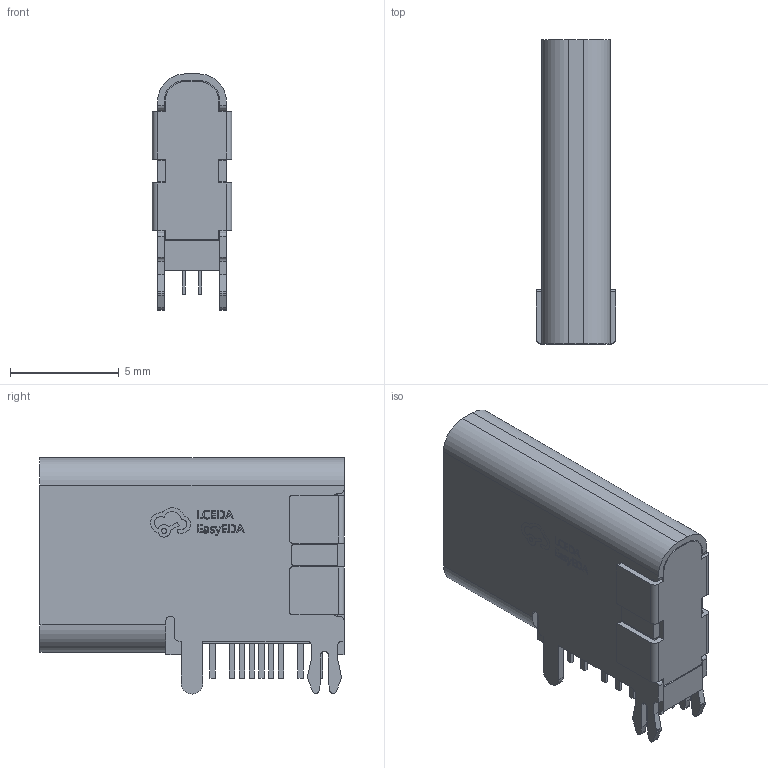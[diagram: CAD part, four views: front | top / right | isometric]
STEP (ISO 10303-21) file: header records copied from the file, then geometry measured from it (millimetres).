
FILE_DESCRIPTION (( 'STEP AP214' ), '1' );
FILE_NAME ('USB-C-TH_KH-TYPE-C-CY-14P.step', '2022-07-15T09:38:45', ( '' ), ( '' ), 'SwSTEP 2.0', 'SolidWorks 2020', '' );
FILE_SCHEMA (( 'AUTOMOTIVE_DESIGN' ));
Length unit declared in the file: millimetre
Products named in the file (1): USB-C-TH_KH-TYPE-C-CY-14P
Bounding box: 3.66 x 14 x 10.87 mm (x, y, z)
Volume: 285.5 mm3; surface area: 992.8 mm2
Topology: 17 solids, 17 shells, 555 faces, 1503 edges, 1002 vertices
Faces by surface type: plane 367, bspline 112, cylinder 76
Entity records: 24221 total; most frequent: CARTESIAN_POINT 5177, ORIENTED_EDGE 3006, DIRECTION 2307, EDGE_CURVE 1503, LINE 1123, VECTOR 1123, VERTEX_POINT 1002, AXIS2_PLACEMENT_3D 592
